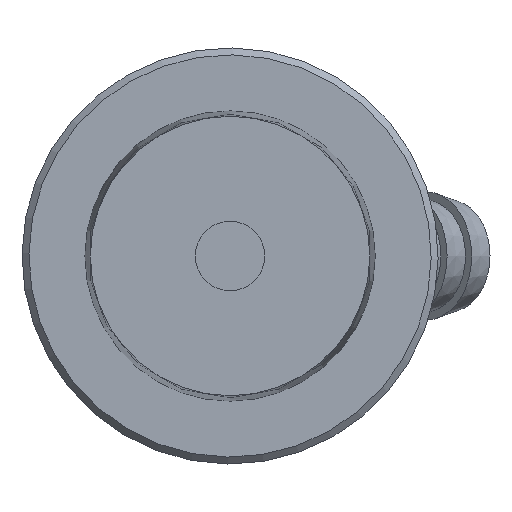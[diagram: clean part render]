
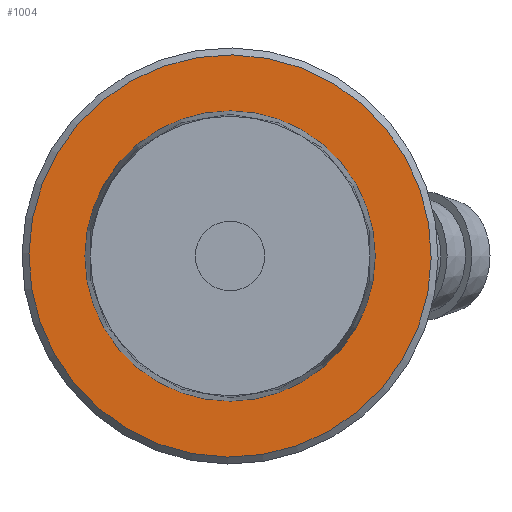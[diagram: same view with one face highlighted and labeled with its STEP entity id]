
A CAD part, left-side view. The second image highlights one B-rep face of the part: STEP entity #1004.
In plain terms, the highlighted planar face has unit normal (-1, 0, 0).
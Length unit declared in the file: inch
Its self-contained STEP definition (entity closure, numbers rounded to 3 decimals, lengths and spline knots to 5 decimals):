
#977=CARTESIAN_POINT('',(1.178,-0.00537,0.43372));
#978=DIRECTION('',(-1.0,0.0,0.0));
#979=DIRECTION('',(0.0,-1.,-0.012));
#980=AXIS2_PLACEMENT_3D('',#977,#978,#979);
#981=PLANE('',#980);
#982=CARTESIAN_POINT('',(1.178,-0.00718,0.57996));
#983=VERTEX_POINT('',#982);
#984=CARTESIAN_POINT('',(1.178,0.,0.));
#985=DIRECTION('',(1.,0.,0.));
#986=DIRECTION('',(0.,-0.012,1.));
#987=AXIS2_PLACEMENT_3D('',#984,#985,#986);
#988=CIRCLE('',#987,0.58);
#989=EDGE_CURVE('',#983,#983,#988,.T.);
#990=ORIENTED_EDGE('',*,*,#989,.F.);
#991=EDGE_LOOP('',(#990));
#992=FACE_OUTER_BOUND('',#991,.T.);
#993=CARTESIAN_POINT('',(1.178,-0.00356,0.28748));
#994=VERTEX_POINT('',#993);
#995=CARTESIAN_POINT('',(1.178,0.,0.));
#996=DIRECTION('',(1.,0.,0.));
#997=DIRECTION('',(0.,-0.012,1.));
#998=AXIS2_PLACEMENT_3D('',#995,#996,#997);
#999=CIRCLE('',#998,0.2875);
#1000=EDGE_CURVE('',#994,#994,#999,.T.);
#1001=ORIENTED_EDGE('',*,*,#1000,.T.);
#1002=EDGE_LOOP('',(#1001));
#1003=FACE_BOUND('',#1002,.T.);
#1004=ADVANCED_FACE('',(#992,#1003),#981,.T.);
